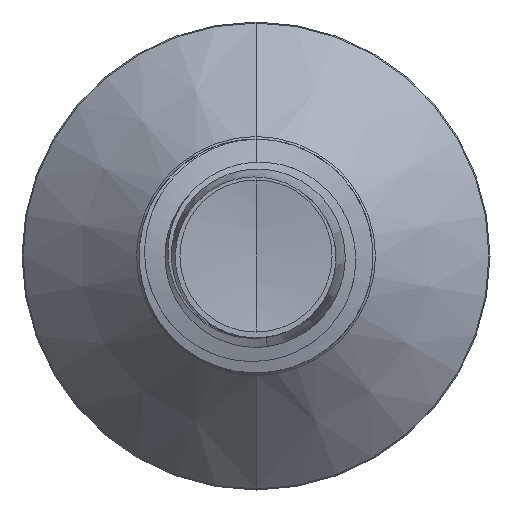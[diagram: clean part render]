
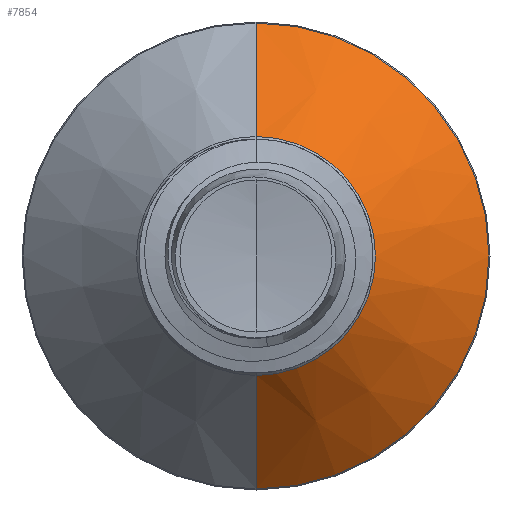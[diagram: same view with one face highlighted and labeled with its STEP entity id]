
A CAD part, front view. The second image highlights one B-rep face of the part: STEP entity #7854.
In plain terms, the highlighted conical face has half-angle 45 degrees and reference radius 2.042 mm.
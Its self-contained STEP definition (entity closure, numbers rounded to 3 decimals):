
#223 = CIRCLE ( 'NONE', #17488, 2.042 ) ;
#354 = CARTESIAN_POINT ( 'NONE',  ( 0., 10.282, -3.982 ) ) ;
#608 = ORIENTED_EDGE ( 'NONE', *, *, #7712, .T. ) ;
#632 = ORIENTED_EDGE ( 'NONE', *, *, #21698, .F. ) ;
#848 = CIRCLE ( 'NONE', #4182, 3.982 ) ;
#1836 = CARTESIAN_POINT ( 'NONE',  ( 0., 8.342, 0. ) ) ;
#1926 = CARTESIAN_POINT ( 'NONE',  ( 0., 10.282, 3.982 ) ) ;
#2609 = CONICAL_SURFACE ( 'NONE', #7140, 2.042, 0.785 ) ;
#3722 = DIRECTION ( 'NONE',  ( 0., 0., 1. ) ) ;
#4050 = CARTESIAN_POINT ( 'NONE',  ( 0., 8.342, 2.042 ) ) ;
#4182 = AXIS2_PLACEMENT_3D ( 'NONE', #17689, #6667, #19525 ) ;
#5589 = ORIENTED_EDGE ( 'NONE', *, *, #6151, .T. ) ;
#6151 = EDGE_CURVE ( 'NONE', #18858, #6447, #21359, .T. ) ;
#6447 = VERTEX_POINT ( 'NONE', #354 ) ;
#6507 = VECTOR ( 'NONE', #7798, 1000. ) ;
#6667 = DIRECTION ( 'NONE',  ( 0., 1., 0. ) ) ;
#7140 = AXIS2_PLACEMENT_3D ( 'NONE', #13238, #16902, #9503 ) ;
#7712 = EDGE_CURVE ( 'NONE', #8612, #18858, #223, .T. ) ;
#7798 = DIRECTION ( 'NONE',  ( 0., 0.707, 0.707 ) ) ;
#7825 = FACE_OUTER_BOUND ( 'NONE', #13260, .T. ) ;
#7854 = ADVANCED_FACE ( 'NONE', ( #7825 ), #2609, .T. ) ;
#8274 = EDGE_CURVE ( 'NONE', #9798, #6447, #848, .T. ) ;
#8612 = VERTEX_POINT ( 'NONE', #11944 ) ;
#9503 = DIRECTION ( 'NONE',  ( 0., 0., 1. ) ) ;
#9798 = VERTEX_POINT ( 'NONE', #1926 ) ;
#10725 = DIRECTION ( 'NONE',  ( 0., 0.707, -0.707 ) ) ;
#11944 = CARTESIAN_POINT ( 'NONE',  ( 0., 8.342, 2.042 ) ) ;
#13238 = CARTESIAN_POINT ( 'NONE',  ( 0., 8.342, 0. ) ) ;
#13260 = EDGE_LOOP ( 'NONE', ( #608, #5589, #20277, #632 ) ) ;
#14080 = CARTESIAN_POINT ( 'NONE',  ( 0., 8.342, -2.042 ) ) ;
#14817 = DIRECTION ( 'NONE',  ( 0., 1., 0. ) ) ;
#16902 = DIRECTION ( 'NONE',  ( 0., 1., 0. ) ) ;
#17488 = AXIS2_PLACEMENT_3D ( 'NONE', #1836, #14817, #3722 ) ;
#17654 = VECTOR ( 'NONE', #10725, 1000. ) ;
#17689 = CARTESIAN_POINT ( 'NONE',  ( 0., 10.282, 0. ) ) ;
#18858 = VERTEX_POINT ( 'NONE', #14080 ) ;
#19525 = DIRECTION ( 'NONE',  ( 0., 0., 1. ) ) ;
#20277 = ORIENTED_EDGE ( 'NONE', *, *, #8274, .F. ) ;
#21359 = LINE ( 'NONE', #23513, #17654 ) ;
#21698 = EDGE_CURVE ( 'NONE', #8612, #9798, #22287, .T. ) ;
#22287 = LINE ( 'NONE', #4050, #6507 ) ;
#23513 = CARTESIAN_POINT ( 'NONE',  ( 0., 8.342, -2.042 ) ) ;
